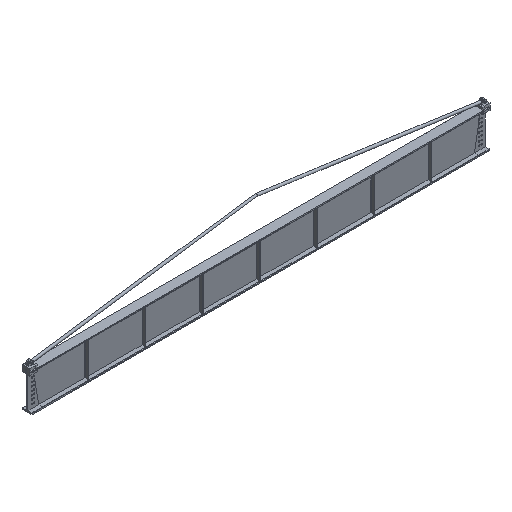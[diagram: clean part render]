
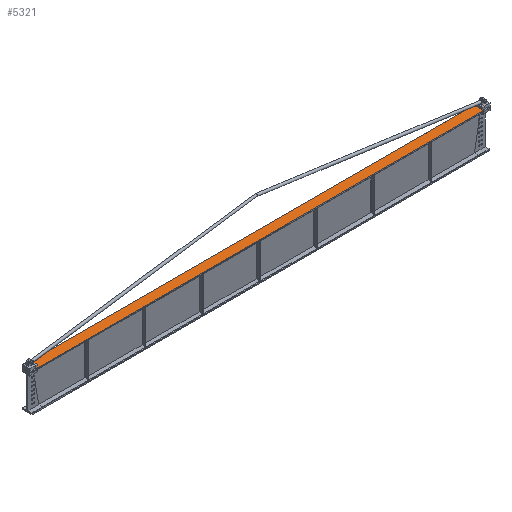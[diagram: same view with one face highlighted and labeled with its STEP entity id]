
A CAD part, isometric view. The second image highlights one B-rep face of the part: STEP entity #5321.
In plain terms, the highlighted planar face has unit normal (0, 0, 1).
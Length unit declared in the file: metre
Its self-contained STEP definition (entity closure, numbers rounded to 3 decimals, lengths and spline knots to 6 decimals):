
#1273=ORIENTED_EDGE('',*,*,#2322,.T.);
#1274=ORIENTED_EDGE('',*,*,#1973,.T.);
#1275=ORIENTED_EDGE('',*,*,#2321,.F.);
#1276=ORIENTED_EDGE('',*,*,#2281,.F.);
#1973=EDGE_CURVE('',#2675,#2674,#3184,.T.);
#2281=EDGE_CURVE('',#2893,#2894,#3429,.T.);
#2321=EDGE_CURVE('',#2894,#2674,#3461,.T.);
#2322=EDGE_CURVE('',#2893,#2675,#3462,.T.);
#2674=VERTEX_POINT('',#7925);
#2675=VERTEX_POINT('',#7927);
#2893=VERTEX_POINT('',#8546);
#2894=VERTEX_POINT('',#8548);
#3184=LINE('',#7926,#3742);
#3429=LINE('',#8547,#3987);
#3461=LINE('',#8621,#4019);
#3462=LINE('',#8623,#4020);
#3742=VECTOR('',#6387,1.);
#3987=VECTOR('',#6946,1.);
#4019=VECTOR('',#7026,1.);
#4020=VECTOR('',#7029,1.);
#4412=EDGE_LOOP('',(#1273,#1274,#1275,#1276));
#4796=FACE_BOUND('',#4412,.T.);
#5070=PLANE('',#5849);
#5321=ADVANCED_FACE('',(#4796),#5070,.T.);
#5849=AXIS2_PLACEMENT_3D('',#8622,#7027,#7028);
#6387=DIRECTION('',(0.,-1.,0.));
#6946=DIRECTION('',(0.,-1.,0.));
#7026=DIRECTION('',(-1.,0.,0.));
#7027=DIRECTION('',(0.,0.,1.));
#7028=DIRECTION('',(1.,0.,0.));
#7029=DIRECTION('',(-1.,0.,0.));
#7925=CARTESIAN_POINT('',(-8.957416,-0.1905,0.7493));
#7926=CARTESIAN_POINT('',(-8.957416,0.,0.7493));
#7927=CARTESIAN_POINT('',(-8.957416,0.1905,0.7493));
#8546=CARTESIAN_POINT('',(8.957416,0.1905,0.7493));
#8547=CARTESIAN_POINT('',(8.957416,0.,0.7493));
#8548=CARTESIAN_POINT('',(8.957416,-0.1905,0.7493));
#8621=CARTESIAN_POINT('',(9.144,-0.1905,0.7493));
#8622=CARTESIAN_POINT('',(9.144,0.,0.7493));
#8623=CARTESIAN_POINT('',(9.144,0.1905,0.7493));
